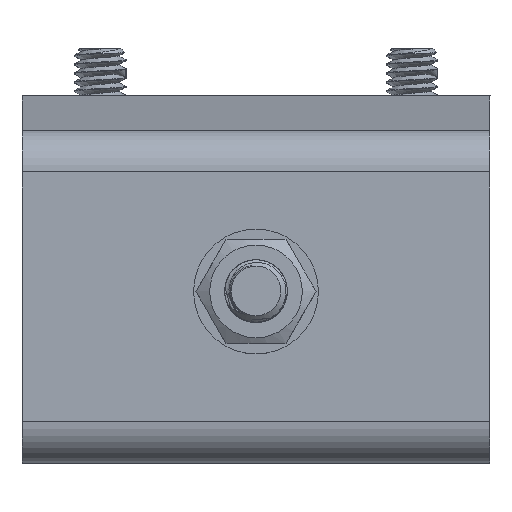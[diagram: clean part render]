
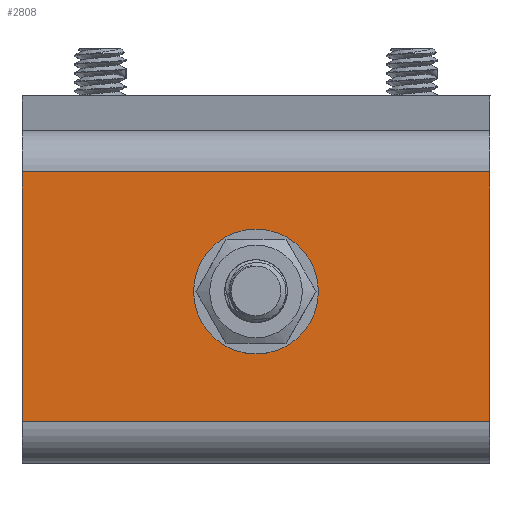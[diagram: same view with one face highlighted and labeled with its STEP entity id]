
A CAD part, top view. The second image highlights one B-rep face of the part: STEP entity #2808.
In plain terms, the highlighted planar face has unit normal (0, 0, 1).
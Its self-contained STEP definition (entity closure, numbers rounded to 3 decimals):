
#235=FACE_BOUND('',#537,.T.);
#278=PLANE('',#3183);
#363=FACE_OUTER_BOUND('',#536,.T.);
#536=EDGE_LOOP('',(#2053,#2054,#2055,#2056));
#537=EDGE_LOOP('',(#2057,#2058,#2059,#2060));
#671=LINE('',#4113,#864);
#673=LINE('',#4116,#866);
#727=LINE('',#4285,#920);
#735=LINE('',#4306,#928);
#738=LINE('',#4313,#931);
#740=LINE('',#4316,#933);
#864=VECTOR('',#3385,10.);
#866=VECTOR('',#3389,10.);
#920=VECTOR('',#3565,10.);
#928=VECTOR('',#3591,10.);
#931=VECTOR('',#3598,2.88);
#933=VECTOR('',#3602,10.);
#1053=CIRCLE('',#3098,3.25);
#1055=CIRCLE('',#3101,3.25);
#1145=VERTEX_POINT('',#4097);
#1146=VERTEX_POINT('',#4099);
#1149=VERTEX_POINT('',#4106);
#1150=VERTEX_POINT('',#4108);
#1203=VERTEX_POINT('',#4282);
#1204=VERTEX_POINT('',#4284);
#1208=VERTEX_POINT('',#4304);
#1210=VERTEX_POINT('',#4312);
#1418=EDGE_CURVE('',#1146,#1145,#1053,.T.);
#1422=EDGE_CURVE('',#1150,#1149,#1055,.T.);
#1425=EDGE_CURVE('',#1145,#1150,#671,.T.);
#1427=EDGE_CURVE('',#1149,#1146,#673,.T.);
#1510=EDGE_CURVE('',#1204,#1203,#727,.T.);
#1521=EDGE_CURVE('',#1208,#1203,#735,.T.);
#1524=EDGE_CURVE('',#1204,#1210,#738,.T.);
#1526=EDGE_CURVE('',#1208,#1210,#740,.T.);
#2053=ORIENTED_EDGE('',*,*,#1510,.T.);
#2054=ORIENTED_EDGE('',*,*,#1521,.F.);
#2055=ORIENTED_EDGE('',*,*,#1526,.T.);
#2056=ORIENTED_EDGE('',*,*,#1524,.F.);
#2057=ORIENTED_EDGE('',*,*,#1422,.T.);
#2058=ORIENTED_EDGE('',*,*,#1427,.T.);
#2059=ORIENTED_EDGE('',*,*,#1418,.T.);
#2060=ORIENTED_EDGE('',*,*,#1425,.T.);
#2808=ADVANCED_FACE('',(#363,#235),#278,.T.);
#3098=AXIS2_PLACEMENT_3D('',#4100,#3371,#3372);
#3101=AXIS2_PLACEMENT_3D('',#4109,#3379,#3380);
#3183=AXIS2_PLACEMENT_3D('',#4323,#3615,#3616);
#3371=DIRECTION('center_axis',(0.,0.,
-1.));
#3372=DIRECTION('ref_axis',(1.,0.,0.));
#3379=DIRECTION('center_axis',(0.,0.,
-1.));
#3380=DIRECTION('ref_axis',(-1.,0.,0.));
#3385=DIRECTION('',(0.,-1.,0.));
#3389=DIRECTION('',(0.,1.,0.));
#3565=DIRECTION('',(1.,0.,0.));
#3591=DIRECTION('',(0.,-1.,0.));
#3598=DIRECTION('',(0.,1.,0.));
#3602=DIRECTION('',(-1.,0.,0.));
#3615=DIRECTION('center_axis',(0.,0.,1.));
#3616=DIRECTION('ref_axis',(0.,-1.,0.));
#4097=CARTESIAN_POINT('',(3.25,-14.,22.));
#4099=CARTESIAN_POINT('',(-3.25,-14.,22.));
#4100=CARTESIAN_POINT('Origin',(0.,-14.,22.));
#4106=CARTESIAN_POINT('',(-3.25,-17.,22.));
#4108=CARTESIAN_POINT('',(3.25,-17.,22.));
#4109=CARTESIAN_POINT('Origin',(0.,-17.,22.));
#4113=CARTESIAN_POINT('',(3.25,-16.369,22.));
#4116=CARTESIAN_POINT('',(-3.25,-14.869,22.));
#4282=CARTESIAN_POINT('',(22.5,-28.,22.));
#4284=CARTESIAN_POINT('',(-22.5,-28.,22.));
#4285=CARTESIAN_POINT('',(-11.25,-28.,22.));
#4304=CARTESIAN_POINT('',(22.5,-4.,22.));
#4306=CARTESIAN_POINT('',(22.5,-4.,22.));
#4312=CARTESIAN_POINT('',(-22.5,-4.,22.));
#4313=CARTESIAN_POINT('',(-22.5,5.048,22.));
#4316=CARTESIAN_POINT('',(0.,-4.,22.));
#4323=CARTESIAN_POINT('Origin',(0.,-15.738,
22.));
